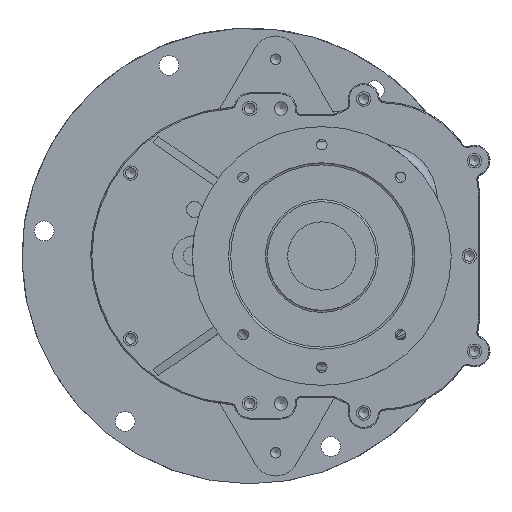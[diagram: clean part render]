
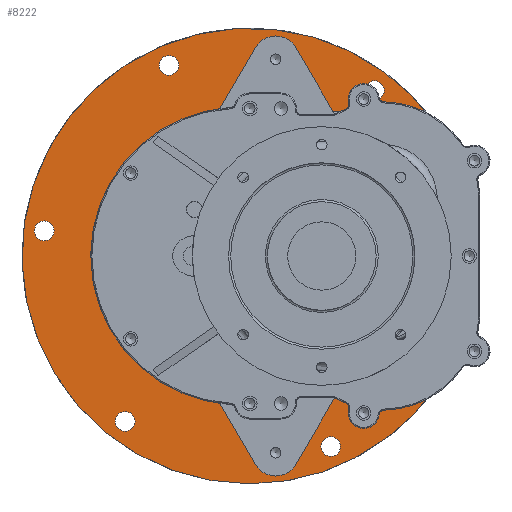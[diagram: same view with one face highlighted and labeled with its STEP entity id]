
A CAD part, left-side view. The second image highlights one B-rep face of the part: STEP entity #8222.
In plain terms, the highlighted planar face has unit normal (-1, 0, 0).
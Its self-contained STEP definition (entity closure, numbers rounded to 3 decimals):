
#36 = FACE_BOUND ( 'NONE', #3186, .T. ) ;
#152 = CARTESIAN_POINT ( 'NONE',  ( -24., 10., 139.5 ) ) ;
#292 = EDGE_CURVE ( 'NONE', #14453, #14993, #9097, .T. ) ;
#701 = ORIENTED_EDGE ( 'NONE', *, *, #12247, .T. ) ;
#890 = CIRCLE ( 'NONE', #3737, 9.5 ) ;
#1355 = DIRECTION ( 'NONE',  ( 1., 0., 0. ) ) ;
#1520 = DIRECTION ( 'NONE',  ( -1., 0., 0. ) ) ;
#1563 = CIRCLE ( 'NONE', #6145, 9.5 ) ;
#1670 = VERTEX_POINT ( 'NONE', #9703 ) ;
#1859 = CARTESIAN_POINT ( 'NONE',  ( -24., -103.815, 139.5 ) ) ;
#1895 = DIRECTION ( 'NONE',  ( -1., 0., 0. ) ) ;
#1926 = FACE_OUTER_BOUND ( 'NONE', #5046, .T. ) ;
#2177 = CARTESIAN_POINT ( 'NONE',  ( -24., -180.987, 125.075 ) ) ;
#2488 = AXIS2_PLACEMENT_3D ( 'NONE', #16992, #21663, #13255 ) ;
#2508 = DIRECTION ( 'NONE',  ( 0., 0.864, -0.503 ) ) ;
#2565 = DIRECTION ( 'NONE',  ( 1., 0., 0. ) ) ;
#2822 = ORIENTED_EDGE ( 'NONE', *, *, #292, .T. ) ;
#2839 = LINE ( 'NONE', #7882, #5619 ) ;
#2884 = CARTESIAN_POINT ( 'NONE',  ( -24., -215.366, 44.918 ) ) ;
#3005 = VERTEX_POINT ( 'NONE', #4984 ) ;
#3172 = EDGE_LOOP ( 'NONE', ( #16368 ) ) ;
#3186 = EDGE_LOOP ( 'NONE', ( #9401 ) ) ;
#3580 = FACE_BOUND ( 'NONE', #17145, .T. ) ;
#3707 = DIRECTION ( 'NONE',  ( 1., 0., 0. ) ) ;
#3737 = AXIS2_PLACEMENT_3D ( 'NONE', #4476, #20096, #11584 ) ;
#3812 = CARTESIAN_POINT ( 'NONE',  ( -24., -127.93, 54.869 ) ) ;
#3833 = VECTOR ( 'NONE', #6040, 1000. ) ;
#3915 = DIRECTION ( 'NONE',  ( 0., 0., 1. ) ) ;
#3968 = ORIENTED_EDGE ( 'NONE', *, *, #19620, .T. ) ;
#4101 = EDGE_CURVE ( 'NONE', #14628, #14453, #14075, .T. ) ;
#4257 = VERTEX_POINT ( 'NONE', #1859 ) ;
#4476 = CARTESIAN_POINT ( 'NONE',  ( -24., 198.509, 24.374 ) ) ;
#4614 = EDGE_CURVE ( 'NONE', #1670, #1670, #17160, .T. ) ;
#4737 = VECTOR ( 'NONE', #15153, 1000. ) ;
#4903 = DIRECTION ( 'NONE',  ( -1., 0., 0. ) ) ;
#4984 = CARTESIAN_POINT ( 'NONE',  ( -24., -120.363, 169.227 ) ) ;
#5046 = EDGE_LOOP ( 'NONE', ( #16213, #9861, #7300, #2822, #14671, #701, #13543, #3968 ) ) ;
#5099 = FACE_BOUND ( 'NONE', #13010, .T. ) ;
#5221 = CARTESIAN_POINT ( 'NONE',  ( -24., 0., 0. ) ) ;
#5327 = CARTESIAN_POINT ( 'NONE',  ( -24., 198.509, 33.874 ) ) ;
#5619 = VECTOR ( 'NONE', #16430, 1000. ) ;
#5660 = AXIS2_PLACEMENT_3D ( 'NONE', #5221, #10288, #16952 ) ;
#5847 = VERTEX_POINT ( 'NONE', #8937 ) ;
#5943 = CARTESIAN_POINT ( 'NONE',  ( -24., -173., -62. ) ) ;
#5986 = EDGE_CURVE ( 'NONE', #3005, #3005, #8057, .T. ) ;
#6040 = DIRECTION ( 'NONE',  ( 0., 0., -1. ) ) ;
#6145 = AXIS2_PLACEMENT_3D ( 'NONE', #16971, #20225, #14767 ) ;
#6222 = EDGE_CURVE ( 'NONE', #14993, #12918, #2839, .T. ) ;
#6383 = EDGE_CURVE ( 'NONE', #14371, #14628, #9843, .T. ) ;
#6718 = ORIENTED_EDGE ( 'NONE', *, *, #11730, .F. ) ;
#7090 = FACE_BOUND ( 'NONE', #20851, .T. ) ;
#7105 = DIRECTION ( 'NONE',  ( 0., 0., 1. ) ) ;
#7300 = ORIENTED_EDGE ( 'NONE', *, *, #4101, .T. ) ;
#7801 = DIRECTION ( 'NONE',  ( 0., 0., 1. ) ) ;
#7882 = CARTESIAN_POINT ( 'NONE',  ( -24., 10., -139.5 ) ) ;
#8039 = VERTEX_POINT ( 'NONE', #152 ) ;
#8057 = CIRCLE ( 'NONE', #14712, 9.5 ) ;
#8222 = ADVANCED_FACE ( 'NONE', ( #1926, #5099, #15088, #3580, #36, #8737, #7090 ), #13674, .T. ) ;
#8595 = DIRECTION ( 'NONE',  ( 0., 0., 1. ) ) ;
#8737 = FACE_BOUND ( 'NONE', #9229, .T. ) ;
#8889 = VECTOR ( 'NONE', #2508, 1000. ) ;
#8937 = CARTESIAN_POINT ( 'NONE',  ( -24., -198.509, -14.874 ) ) ;
#9097 = LINE ( 'NONE', #9518, #8889 ) ;
#9106 = AXIS2_PLACEMENT_3D ( 'NONE', #18905, #2565, #9259 ) ;
#9210 = EDGE_CURVE ( 'NONE', #10385, #10385, #890, .T. ) ;
#9229 = EDGE_LOOP ( 'NONE', ( #17122 ) ) ;
#9259 = DIRECTION ( 'NONE',  ( 0., 0., 1. ) ) ;
#9401 = ORIENTED_EDGE ( 'NONE', *, *, #15585, .F. ) ;
#9518 = CARTESIAN_POINT ( 'NONE',  ( -24., -43.509, -139.093 ) ) ;
#9703 = CARTESIAN_POINT ( 'NONE',  ( -24., 120.363, -150.227 ) ) ;
#9843 = CIRCLE ( 'NONE', #2488, 88. ) ;
#9861 = ORIENTED_EDGE ( 'NONE', *, *, #6383, .T. ) ;
#10136 = AXIS2_PLACEMENT_3D ( 'NONE', #11493, #1355, #19562 ) ;
#10244 = VERTEX_POINT ( 'NONE', #2177 ) ;
#10278 = CARTESIAN_POINT ( 'NONE',  ( -24., -78.146, -174.601 ) ) ;
#10288 = DIRECTION ( 'NONE',  ( -1., 0., 0. ) ) ;
#10385 = VERTEX_POINT ( 'NONE', #5327 ) ;
#10970 = EDGE_CURVE ( 'NONE', #14371, #10244, #13261, .T. ) ;
#11177 = CIRCLE ( 'NONE', #15026, 9.5 ) ;
#11493 = CARTESIAN_POINT ( 'NONE',  ( -24., 0., 0. ) ) ;
#11580 = AXIS2_PLACEMENT_3D ( 'NONE', #19884, #4903, #11594 ) ;
#11584 = DIRECTION ( 'NONE',  ( 0., 0., 1. ) ) ;
#11594 = DIRECTION ( 'NONE',  ( 0., 0., 1. ) ) ;
#11730 = EDGE_CURVE ( 'NONE', #18896, #18896, #11177, .T. ) ;
#12247 = EDGE_CURVE ( 'NONE', #12918, #8039, #18537, .T. ) ;
#12269 = CARTESIAN_POINT ( 'NONE',  ( -24., -78.146, -184.101 ) ) ;
#12847 = CIRCLE ( 'NONE', #21198, 88. ) ;
#12918 = VERTEX_POINT ( 'NONE', #14308 ) ;
#13010 = EDGE_LOOP ( 'NONE', ( #6718 ) ) ;
#13201 = CARTESIAN_POINT ( 'NONE',  ( -24., -173., -63.725 ) ) ;
#13255 = DIRECTION ( 'NONE',  ( 0., 0., 1. ) ) ;
#13261 = CIRCLE ( 'NONE', #10136, 220. ) ;
#13543 = ORIENTED_EDGE ( 'NONE', *, *, #17228, .T. ) ;
#13674 = PLANE ( 'NONE',  #5660 ) ;
#14075 = LINE ( 'NONE', #5943, #3833 ) ;
#14289 = CARTESIAN_POINT ( 'NONE',  ( -24., -120.363, 159.727 ) ) ;
#14308 = CARTESIAN_POINT ( 'NONE',  ( -24., 10., -139.5 ) ) ;
#14371 = VERTEX_POINT ( 'NONE', #2884 ) ;
#14453 = VERTEX_POINT ( 'NONE', #13201 ) ;
#14628 = VERTEX_POINT ( 'NONE', #15059 ) ;
#14671 = ORIENTED_EDGE ( 'NONE', *, *, #6222, .T. ) ;
#14712 = AXIS2_PLACEMENT_3D ( 'NONE', #14289, #1520, #7801 ) ;
#14767 = DIRECTION ( 'NONE',  ( 0., 0., 1. ) ) ;
#14993 = VERTEX_POINT ( 'NONE', #19756 ) ;
#15026 = AXIS2_PLACEMENT_3D ( 'NONE', #12269, #18929, #3915 ) ;
#15059 = CARTESIAN_POINT ( 'NONE',  ( -24., -173., -20.714 ) ) ;
#15088 = FACE_BOUND ( 'NONE', #3172, .T. ) ;
#15153 = DIRECTION ( 'NONE',  ( 0., -1., 0. ) ) ;
#15363 = LINE ( 'NONE', #16571, #4737 ) ;
#15424 = CIRCLE ( 'NONE', #11580, 9.5 ) ;
#15585 = EDGE_CURVE ( 'NONE', #15923, #15923, #1563, .T. ) ;
#15923 = VERTEX_POINT ( 'NONE', #17366 ) ;
#16213 = ORIENTED_EDGE ( 'NONE', *, *, #10970, .F. ) ;
#16368 = ORIENTED_EDGE ( 'NONE', *, *, #18049, .F. ) ;
#16430 = DIRECTION ( 'NONE',  ( 0., 1., 0. ) ) ;
#16571 = CARTESIAN_POINT ( 'NONE',  ( -24., 0., 139.5 ) ) ;
#16922 = CARTESIAN_POINT ( 'NONE',  ( -24., 120.363, -159.727 ) ) ;
#16952 = DIRECTION ( 'NONE',  ( 0., 0., 1. ) ) ;
#16971 = CARTESIAN_POINT ( 'NONE',  ( -24., 78.146, 184.101 ) ) ;
#16992 = CARTESIAN_POINT ( 'NONE',  ( -24., -127.93, 54.869 ) ) ;
#17122 = ORIENTED_EDGE ( 'NONE', *, *, #9210, .F. ) ;
#17145 = EDGE_LOOP ( 'NONE', ( #18595 ) ) ;
#17160 = CIRCLE ( 'NONE', #19238, 9.5 ) ;
#17228 = EDGE_CURVE ( 'NONE', #8039, #4257, #15363, .T. ) ;
#17366 = CARTESIAN_POINT ( 'NONE',  ( -24., 78.146, 193.601 ) ) ;
#17380 = ORIENTED_EDGE ( 'NONE', *, *, #5986, .F. ) ;
#18049 = EDGE_CURVE ( 'NONE', #5847, #5847, #15424, .T. ) ;
#18537 = CIRCLE ( 'NONE', #9106, 139.5 ) ;
#18595 = ORIENTED_EDGE ( 'NONE', *, *, #4614, .F. ) ;
#18896 = VERTEX_POINT ( 'NONE', #10278 ) ;
#18905 = CARTESIAN_POINT ( 'NONE',  ( -24., 10., 0. ) ) ;
#18929 = DIRECTION ( 'NONE',  ( -1., 0., 0. ) ) ;
#19238 = AXIS2_PLACEMENT_3D ( 'NONE', #16922, #1895, #8595 ) ;
#19562 = DIRECTION ( 'NONE',  ( 0., 0., -1. ) ) ;
#19620 = EDGE_CURVE ( 'NONE', #4257, #10244, #12847, .T. ) ;
#19756 = CARTESIAN_POINT ( 'NONE',  ( -24., -42.809, -139.5 ) ) ;
#19884 = CARTESIAN_POINT ( 'NONE',  ( -24., -198.509, -24.374 ) ) ;
#20096 = DIRECTION ( 'NONE',  ( -1., 0., 0. ) ) ;
#20225 = DIRECTION ( 'NONE',  ( -1., 0., 0. ) ) ;
#20851 = EDGE_LOOP ( 'NONE', ( #17380 ) ) ;
#21198 = AXIS2_PLACEMENT_3D ( 'NONE', #3812, #3707, #7105 ) ;
#21663 = DIRECTION ( 'NONE',  ( 1., 0., 0. ) ) ;
